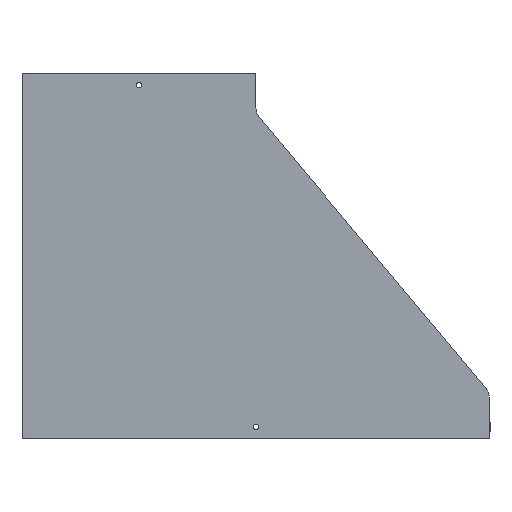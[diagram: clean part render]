
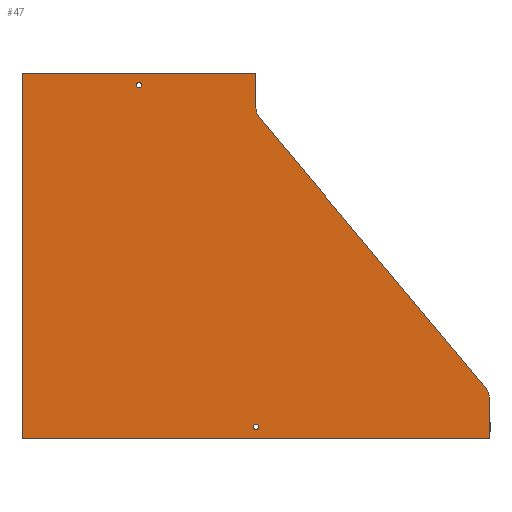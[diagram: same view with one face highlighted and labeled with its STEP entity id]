
A CAD part, front view. The second image highlights one B-rep face of the part: STEP entity #47.
In plain terms, the highlighted planar face has unit normal (0, -1, 0).
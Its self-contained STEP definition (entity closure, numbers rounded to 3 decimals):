
#47 = ADVANCED_FACE ( 'NONE', ( #1149, #1143, #1151 ), #540, .F. ) ;
#102 = DIRECTION ( 'NONE',  ( 0., 0., 1. ) ) ;
#217 = CARTESIAN_POINT ( 'NONE',  ( 0., 0., 0. ) ) ;
#219 = DIRECTION ( 'NONE',  ( -1., 0., 0. ) ) ;
#231 = CARTESIAN_POINT ( 'NONE',  ( 304.671, 0., -56.938 ) ) ;
#232 = CARTESIAN_POINT ( 'NONE',  ( 300., 0., -453. ) ) ;
#233 = DIRECTION ( 'NONE',  ( 0., 0., -1. ) ) ;
#234 = DIRECTION ( 'NONE',  ( 0., -1., 0. ) ) ;
#240 = DIRECTION ( 'NONE',  ( 0., 0., -1. ) ) ;
#241 = DIRECTION ( 'NONE',  ( 0., -1., 0. ) ) ;
#242 = CARTESIAN_POINT ( 'NONE',  ( 150., 0., -15. ) ) ;
#243 = DIRECTION ( 'NONE',  ( 0., 0., 1. ) ) ;
#245 = DIRECTION ( 'NONE',  ( -0.642, 0., 0.766 ) ) ;
#246 = DIRECTION ( 'NONE',  ( 0., 0., 1. ) ) ;
#247 = DIRECTION ( 'NONE',  ( 0., -1., 0. ) ) ;
#248 = CARTESIAN_POINT ( 'NONE',  ( 570., 0., -420.272 ) ) ;
#250 = CARTESIAN_POINT ( 'NONE',  ( 320., 0., -44.092 ) ) ;
#251 = DIRECTION ( 'NONE',  ( 0., 0., 1. ) ) ;
#252 = DIRECTION ( 'NONE',  ( 0., 1., 0. ) ) ;
#265 = CARTESIAN_POINT ( 'NONE',  ( -600., 0., -468. ) ) ;
#268 = DIRECTION ( 'NONE',  ( 1., 0., 0. ) ) ;
#269 = CARTESIAN_POINT ( 'NONE',  ( -300., 0., 0. ) ) ;
#286 = DIRECTION ( 'NONE',  ( 0., 0., 1. ) ) ;
#287 = CARTESIAN_POINT ( 'NONE',  ( 600., 0., -420.272 ) ) ;
#424 = CARTESIAN_POINT ( 'NONE',  ( 300., 0., 0. ) ) ;
#425 = DIRECTION ( 'NONE',  ( 0., 0., 1. ) ) ;
#540 = PLANE ( 'NONE',  #911 ) ;
#555 = DIRECTION ( 'NONE',  ( 0., 1., 0. ) ) ;
#557 = CARTESIAN_POINT ( 'NONE',  ( -320., 0., -44.092 ) ) ;
#632 = CARTESIAN_POINT ( 'NONE',  ( 304.671, 0., -56.938 ) ) ;
#633 = CARTESIAN_POINT ( 'NONE',  ( 592.994, 0., -401.003 ) ) ;
#636 = CARTESIAN_POINT ( 'NONE',  ( 0., 0., 0. ) ) ;
#637 = CARTESIAN_POINT ( 'NONE',  ( 0., 0., -468. ) ) ;
#657 = CARTESIAN_POINT ( 'NONE',  ( 600., 0., -420.272 ) ) ;
#686 = CARTESIAN_POINT ( 'NONE',  ( 300., 0., -44.092 ) ) ;
#696 = CARTESIAN_POINT ( 'NONE',  ( 600., 0., -468. ) ) ;
#701 = CARTESIAN_POINT ( 'NONE',  ( 300., 0., 0. ) ) ;
#711 = CARTESIAN_POINT ( 'NONE',  ( 300., 0., -456.5 ) ) ;
#713 = CARTESIAN_POINT ( 'NONE',  ( 150., 0., -18.5 ) ) ;
#745 = EDGE_CURVE ( 'NONE', #1345, #1360, #1080, .T. ) ;
#778 = EDGE_CURVE ( 'NONE', #1355, #1316, #1026, .T. ) ;
#800 = EDGE_CURVE ( 'NONE', #1295, #1360, #987, .T. ) ;
#803 = EDGE_CURVE ( 'NONE', #1355, #1296, #981, .T. ) ;
#808 = EDGE_CURVE ( 'NONE', #1792, #1792, #1674, .T. ) ;
#809 = EDGE_CURVE ( 'NONE', #1790, #1790, #1670, .T. ) ;
#810 = EDGE_CURVE ( 'NONE', #1296, #1295, #1672, .T. ) ;
#811 = EDGE_CURVE ( 'NONE', #1316, #1292, #1671, .T. ) ;
#812 = EDGE_CURVE ( 'NONE', #1292, #1291, #1667, .T. ) ;
#813 = EDGE_CURVE ( 'NONE', #1291, #1345, #1668, .T. ) ;
#911 = AXIS2_PLACEMENT_3D ( 'NONE', #557, #555, #102 ) ;
#954 = AXIS2_PLACEMENT_3D ( 'NONE', #232, #234, #233 ) ;
#955 = AXIS2_PLACEMENT_3D ( 'NONE', #242, #241, #240 ) ;
#956 = AXIS2_PLACEMENT_3D ( 'NONE', #248, #247, #246 ) ;
#957 = AXIS2_PLACEMENT_3D ( 'NONE', #250, #252, #251 ) ;
#978 = VECTOR ( 'NONE', #219, 1000. ) ;
#981 = LINE ( 'NONE', #265, #978 ) ;
#984 = VECTOR ( 'NONE', #268, 1000. ) ;
#987 = LINE ( 'NONE', #269, #984 ) ;
#1023 = VECTOR ( 'NONE', #286, 1000. ) ;
#1026 = LINE ( 'NONE', #287, #1023 ) ;
#1075 = VECTOR ( 'NONE', #425, 1000. ) ;
#1080 = LINE ( 'NONE', #424, #1075 ) ;
#1143 = FACE_BOUND ( 'NONE', #1216, .T. ) ;
#1149 = FACE_BOUND ( 'NONE', #1235, .T. ) ;
#1151 = FACE_OUTER_BOUND ( 'NONE', #1270, .T. ) ;
#1216 = EDGE_LOOP ( 'NONE', ( #1580 ) ) ;
#1235 = EDGE_LOOP ( 'NONE', ( #1581 ) ) ;
#1270 = EDGE_LOOP ( 'NONE', ( #1579, #1578, #1577, #1576, #1575, #1574, #1573, #1572 ) ) ;
#1291 = VERTEX_POINT ( 'NONE', #632 ) ;
#1292 = VERTEX_POINT ( 'NONE', #633 ) ;
#1295 = VERTEX_POINT ( 'NONE', #636 ) ;
#1296 = VERTEX_POINT ( 'NONE', #637 ) ;
#1316 = VERTEX_POINT ( 'NONE', #657 ) ;
#1345 = VERTEX_POINT ( 'NONE', #686 ) ;
#1355 = VERTEX_POINT ( 'NONE', #696 ) ;
#1360 = VERTEX_POINT ( 'NONE', #701 ) ;
#1572 = ORIENTED_EDGE ( 'NONE', *, *, #745, .T. ) ;
#1573 = ORIENTED_EDGE ( 'NONE', *, *, #813, .T. ) ;
#1574 = ORIENTED_EDGE ( 'NONE', *, *, #812, .T. ) ;
#1575 = ORIENTED_EDGE ( 'NONE', *, *, #811, .T. ) ;
#1576 = ORIENTED_EDGE ( 'NONE', *, *, #778, .T. ) ;
#1577 = ORIENTED_EDGE ( 'NONE', *, *, #803, .F. ) ;
#1578 = ORIENTED_EDGE ( 'NONE', *, *, #810, .F. ) ;
#1579 = ORIENTED_EDGE ( 'NONE', *, *, #800, .F. ) ;
#1580 = ORIENTED_EDGE ( 'NONE', *, *, #809, .F. ) ;
#1581 = ORIENTED_EDGE ( 'NONE', *, *, #808, .F. ) ;
#1666 = VECTOR ( 'NONE', #245, 1000. ) ;
#1667 = LINE ( 'NONE', #231, #1666 ) ;
#1668 = CIRCLE ( 'NONE', #957, 20. ) ;
#1669 = VECTOR ( 'NONE', #243, 1000. ) ;
#1670 = CIRCLE ( 'NONE', #955, 3.5 ) ;
#1671 = CIRCLE ( 'NONE', #956, 30. ) ;
#1672 = LINE ( 'NONE', #217, #1669 ) ;
#1674 = CIRCLE ( 'NONE', #954, 3.5 ) ;
#1790 = VERTEX_POINT ( 'NONE', #713 ) ;
#1792 = VERTEX_POINT ( 'NONE', #711 ) ;
